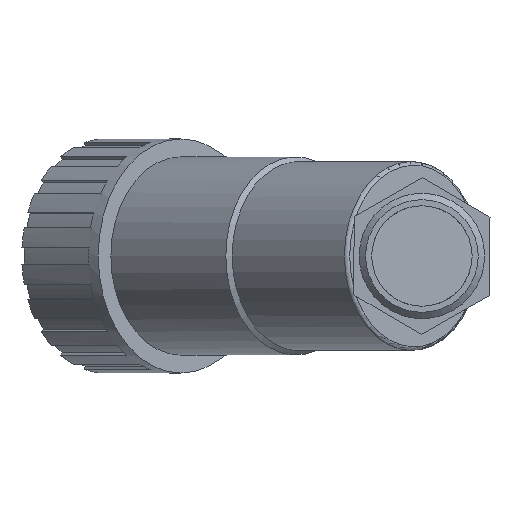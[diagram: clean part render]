
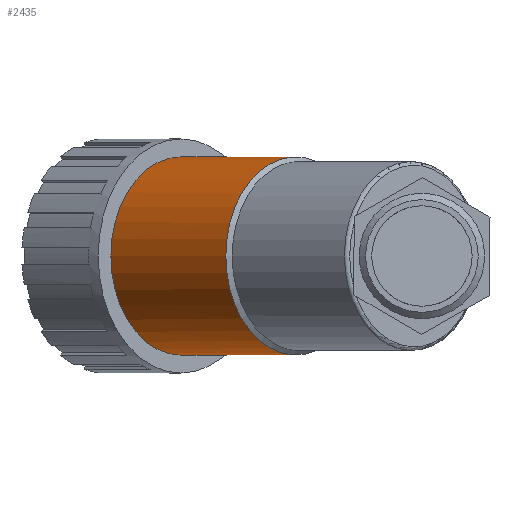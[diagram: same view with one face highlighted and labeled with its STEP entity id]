
A CAD part, left-side view. The second image highlights one B-rep face of the part: STEP entity #2435.
In plain terms, the highlighted cylindrical face has radius 26.235 mm (diameter 52.47 mm), a full revolution.
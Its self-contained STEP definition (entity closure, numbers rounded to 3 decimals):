
#506=CYLINDRICAL_SURFACE('',#2666,26.235);
#520=FACE_BOUND('',#880,.T.);
#736=FACE_OUTER_BOUND('',#879,.T.);
#879=EDGE_LOOP('',(#2152,#2153));
#880=EDGE_LOOP('',(#2154));
#1037=CIRCLE('',#2661,26.235);
#1038=CIRCLE('',#2667,26.235);
#1061=B_SPLINE_CURVE_WITH_KNOTS('',3,(#4113,#4114,#4115,#4116,#4117,#4118,
#4119,#4120,#4121,#4122,#4123,#4124,#4125,#4126),.UNSPECIFIED.,.F.,.F.,
(4,2,2,2,2,2,4),(2.88,2.914,3.248,3.581,
3.914,4.248,4.281),.UNSPECIFIED.);
#1232=VERTEX_POINT('',#3998);
#1234=VERTEX_POINT('',#4005);
#1237=VERTEX_POINT('',#4127);
#1554=EDGE_CURVE('',#1232,#1234,#1037,.T.);
#1559=EDGE_CURVE('',#1232,#1234,#1061,.T.);
#1560=EDGE_CURVE('',#1237,#1237,#1038,.T.);
#2152=ORIENTED_EDGE('',*,*,#1559,.F.);
#2153=ORIENTED_EDGE('',*,*,#1554,.T.);
#2154=ORIENTED_EDGE('',*,*,#1560,.F.);
#2435=ADVANCED_FACE('',(#736,#520),#506,.T.);
#2661=AXIS2_PLACEMENT_3D('',#4010,#3245,#3246);
#2666=AXIS2_PLACEMENT_3D('',#4112,#3255,#3256);
#2667=AXIS2_PLACEMENT_3D('',#4128,#3257,#3258);
#3245=DIRECTION('center_axis',(0.707,0.707,0.));
#3246=DIRECTION('ref_axis',(0.707,-0.707,0.));
#3255=DIRECTION('center_axis',(0.707,0.707,0.));
#3256=DIRECTION('ref_axis',(-0.707,0.707,0.));
#3257=DIRECTION('center_axis',(0.707,0.707,0.));
#3258=DIRECTION('ref_axis',(0.707,-0.707,0.));
#3998=CARTESIAN_POINT('',(23.792,15.39,-6.286));
#4005=CARTESIAN_POINT('',(23.792,15.39,6.286));
#4010=CARTESIAN_POINT('Origin',(5.781,33.401,0.));
#4112=CARTESIAN_POINT('Origin',(21.,48.62,0.));
#4113=CARTESIAN_POINT('Ctrl Pts',(23.792,15.39,-6.286));
#4114=CARTESIAN_POINT('Ctrl Pts',(23.858,15.426,-6.198));
#4115=CARTESIAN_POINT('Ctrl Pts',(23.923,15.461,-6.11));
#4116=CARTESIAN_POINT('Ctrl Pts',(24.623,15.838,-5.141));
#4117=CARTESIAN_POINT('Ctrl Pts',(25.154,16.12,-4.191));
#4118=CARTESIAN_POINT('Ctrl Pts',(25.895,16.513,-2.177));
#4119=CARTESIAN_POINT('Ctrl Pts',(26.106,16.625,-1.111));
#4120=CARTESIAN_POINT('Ctrl Pts',(26.106,16.625,1.111));
#4121=CARTESIAN_POINT('Ctrl Pts',(25.895,16.513,2.177));
#4122=CARTESIAN_POINT('Ctrl Pts',(25.154,16.12,4.191));
#4123=CARTESIAN_POINT('Ctrl Pts',(24.623,15.838,5.141));
#4124=CARTESIAN_POINT('Ctrl Pts',(23.923,15.461,6.11));
#4125=CARTESIAN_POINT('Ctrl Pts',(23.858,15.426,6.198));
#4126=CARTESIAN_POINT('Ctrl Pts',(23.792,15.39,6.286));
#4127=CARTESIAN_POINT('',(17.668,82.39,0.));
#4128=CARTESIAN_POINT('Origin',(36.219,63.839,0.));
